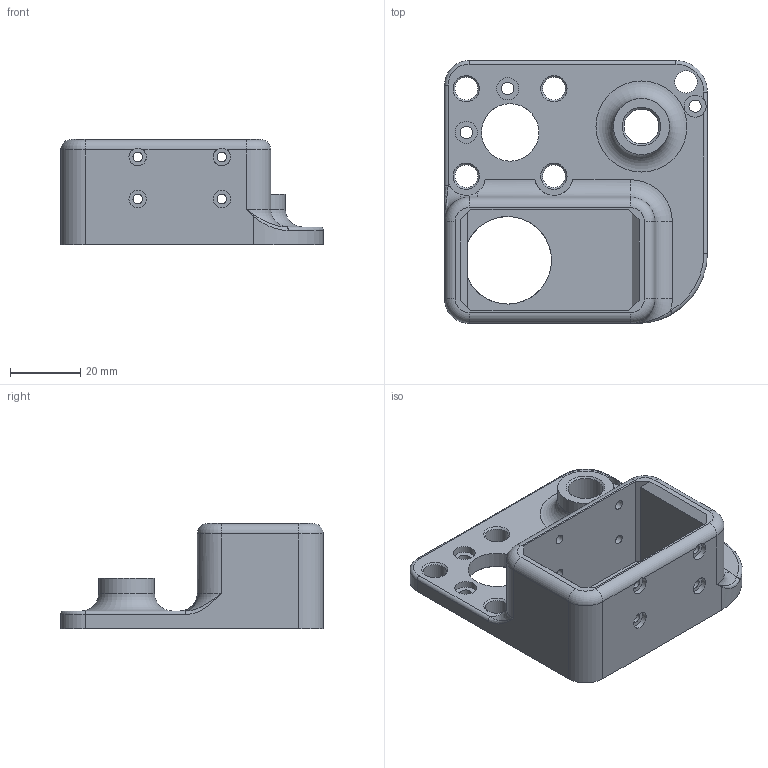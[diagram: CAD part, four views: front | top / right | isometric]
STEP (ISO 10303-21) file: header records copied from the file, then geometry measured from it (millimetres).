
FILE_DESCRIPTION(/* description */ (''),/* implementation_level */ '2;1');
FILE_NAME(/* name */ '',/* time_stamp */ '2025-03-13T19:53:17+03:00',/* author */ ('Edward_Higgins'),/* organization */ (''),/* preprocessor_version */ 'ST-DEVELOPER v20',/* originating_system */ 'Autodesk Inventor 2025',/* authorisation */ '');
FILE_SCHEMA (('AUTOMOTIVE_DESIGN { 1 0 10303 214 3 1 1 }'));
Length unit declared in the file: millimetre
Products named in the file (1): Корпус ноги 
2_Зеркало
Bounding box: 75 x 75 x 30 mm (x, y, z)
Volume: 39891.9 mm3; surface area: 20762.9 mm2
Topology: 1 solids, 1 shells, 106 faces, 268 edges, 169 vertices
Faces by surface type: cylinder 50, plane 33, torus 12, cone 8, bspline 3
Full cylindrical faces by diameter (mm): 2.7 x8, 3.5 x3, 5 x8, 6.3 x3, 6.4 x1, 6.5 x4, 10 x1, 16 x1, 16.4 x1, 25 x1
Entity records: 3525 total; most frequent: CARTESIAN_POINT 785, DIRECTION 592, ORIENTED_EDGE 532, EDGE_CURVE 266, AXIS2_PLACEMENT_3D 238, VERTEX_POINT 169, EDGE_LOOP 151, CIRCLE 134
